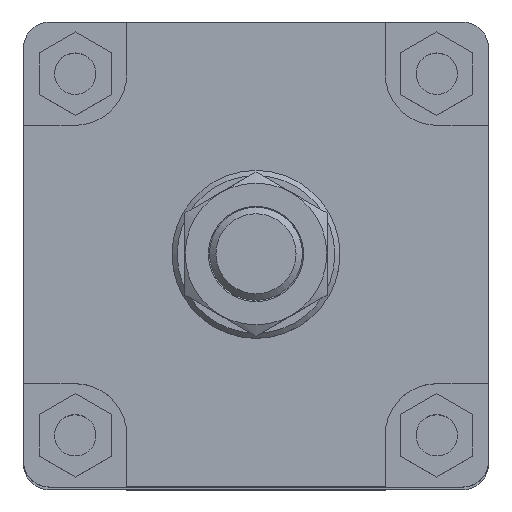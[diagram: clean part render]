
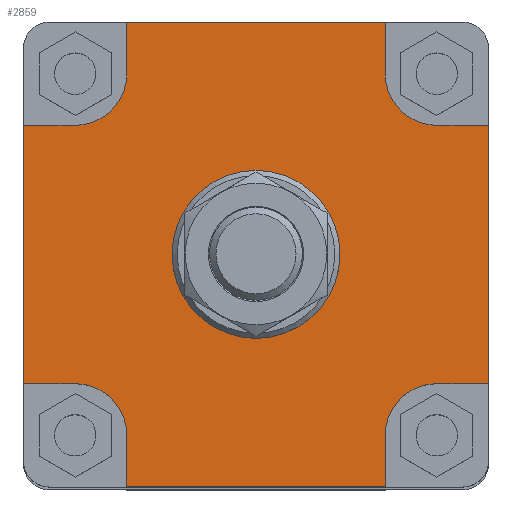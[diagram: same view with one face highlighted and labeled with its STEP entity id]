
A CAD part, top view. The second image highlights one B-rep face of the part: STEP entity #2859.
In plain terms, the highlighted planar face has unit normal (0, 0, 1).
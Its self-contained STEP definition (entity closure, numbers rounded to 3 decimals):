
#61=LINE('',#4261,#331);
#65=LINE('',#4273,#335);
#74=LINE('',#4292,#344);
#76=LINE('',#4299,#346);
#101=LINE('',#4353,#371);
#105=LINE('',#4363,#375);
#108=LINE('',#4374,#378);
#133=LINE('',#4426,#403);
#137=LINE('',#4438,#407);
#144=LINE('',#4454,#414);
#145=LINE('',#4457,#415);
#146=LINE('',#4460,#416);
#331=VECTOR('',#3442,20.);
#335=VECTOR('',#3454,20.);
#344=VECTOR('',#3469,100.);
#346=VECTOR('',#3477,100.);
#371=VECTOR('',#3520,20.);
#375=VECTOR('',#3532,20.);
#378=VECTOR('',#3545,100.);
#403=VECTOR('',#3588,20.);
#407=VECTOR('',#3600,20.);
#414=VECTOR('',#3613,100.);
#415=VECTOR('',#3616,20.);
#416=VECTOR('',#3619,20.);
#656=FACE_BOUND('',#1011,.T.);
#822=FACE_OUTER_BOUND('',#1010,.T.);
#1010=EDGE_LOOP('',(#2186,#2187,#2188,#2189,#2190,#2191,#2192,#2193,#2194,
#2195,#2196,#2197,#2198,#2199,#2200,#2201));
#1011=EDGE_LOOP('',(#2202));
#1185=CIRCLE('',#3057,20.);
#1190=CIRCLE('',#3076,20.);
#1195=CIRCLE('',#3094,20.);
#1197=CIRCLE('',#3100,20.);
#1198=CIRCLE('',#3101,32.5);
#1299=VERTEX_POINT('',#4258);
#1300=VERTEX_POINT('',#4260);
#1302=VERTEX_POINT('',#4266);
#1304=VERTEX_POINT('',#4272);
#1311=VERTEX_POINT('',#4290);
#1313=VERTEX_POINT('',#4298);
#1332=VERTEX_POINT('',#4350);
#1333=VERTEX_POINT('',#4352);
#1335=VERTEX_POINT('',#4358);
#1338=VERTEX_POINT('',#4373);
#1356=VERTEX_POINT('',#4424);
#1358=VERTEX_POINT('',#4430);
#1360=VERTEX_POINT('',#4436);
#1366=VERTEX_POINT('',#4452);
#1367=VERTEX_POINT('',#4456);
#1368=VERTEX_POINT('',#4458);
#1369=VERTEX_POINT('',#4461);
#1584=EDGE_CURVE('',#1300,#1299,#61,.T.);
#1587=EDGE_CURVE('',#1302,#1300,#1185,.T.);
#1590=EDGE_CURVE('',#1304,#1302,#65,.T.);
#1600=EDGE_CURVE('',#1311,#1299,#74,.T.);
#1603=EDGE_CURVE('',#1304,#1313,#76,.T.);
#1629=EDGE_CURVE('',#1333,#1332,#101,.T.);
#1633=EDGE_CURVE('',#1332,#1335,#1190,.T.);
#1635=EDGE_CURVE('',#1335,#1313,#105,.T.);
#1640=EDGE_CURVE('',#1333,#1338,#108,.T.);
#1666=EDGE_CURVE('',#1311,#1356,#133,.T.);
#1669=EDGE_CURVE('',#1356,#1358,#1195,.T.);
#1672=EDGE_CURVE('',#1358,#1360,#137,.T.);
#1680=EDGE_CURVE('',#1366,#1360,#144,.T.);
#1681=EDGE_CURVE('',#1366,#1367,#145,.T.);
#1682=EDGE_CURVE('',#1367,#1368,#1197,.T.);
#1683=EDGE_CURVE('',#1368,#1338,#146,.T.);
#1684=EDGE_CURVE('',#1369,#1369,#1198,.T.);
#2186=ORIENTED_EDGE('',*,*,#1584,.T.);
#2187=ORIENTED_EDGE('',*,*,#1600,.F.);
#2188=ORIENTED_EDGE('',*,*,#1666,.T.);
#2189=ORIENTED_EDGE('',*,*,#1669,.T.);
#2190=ORIENTED_EDGE('',*,*,#1672,.T.);
#2191=ORIENTED_EDGE('',*,*,#1680,.F.);
#2192=ORIENTED_EDGE('',*,*,#1681,.T.);
#2193=ORIENTED_EDGE('',*,*,#1682,.T.);
#2194=ORIENTED_EDGE('',*,*,#1683,.T.);
#2195=ORIENTED_EDGE('',*,*,#1640,.F.);
#2196=ORIENTED_EDGE('',*,*,#1629,.T.);
#2197=ORIENTED_EDGE('',*,*,#1633,.T.);
#2198=ORIENTED_EDGE('',*,*,#1635,.T.);
#2199=ORIENTED_EDGE('',*,*,#1603,.F.);
#2200=ORIENTED_EDGE('',*,*,#1590,.T.);
#2201=ORIENTED_EDGE('',*,*,#1587,.T.);
#2202=ORIENTED_EDGE('',*,*,#1684,.T.);
#2715=PLANE('',#3099);
#2859=ADVANCED_FACE('',(#822,#656),#2715,.T.);
#3057=AXIS2_PLACEMENT_3D('',#4267,#3448,#3449);
#3076=AXIS2_PLACEMENT_3D('',#4360,#3527,#3528);
#3094=AXIS2_PLACEMENT_3D('',#4432,#3594,#3595);
#3099=AXIS2_PLACEMENT_3D('',#4455,#3614,#3615);
#3100=AXIS2_PLACEMENT_3D('',#4459,#3617,#3618);
#3101=AXIS2_PLACEMENT_3D('',#4462,#3620,#3621);
#3442=DIRECTION('',(1.,0.,0.));
#3448=DIRECTION('center_axis',(0.,0.,-1.));
#3449=DIRECTION('ref_axis',(0.,1.,0.));
#3454=DIRECTION('',(0.,1.,0.));
#3469=DIRECTION('',(0.,-1.,0.));
#3477=DIRECTION('',(-1.,0.,0.));
#3520=DIRECTION('',(1.,0.,0.));
#3527=DIRECTION('center_axis',(0.,0.,-1.));
#3528=DIRECTION('ref_axis',(0.,1.,0.));
#3532=DIRECTION('',(0.,-1.,0.));
#3545=DIRECTION('',(0.,1.,0.));
#3588=DIRECTION('',(-1.,0.,0.));
#3594=DIRECTION('center_axis',(0.,0.,-1.));
#3595=DIRECTION('ref_axis',(0.,-1.,0.));
#3600=DIRECTION('',(0.,1.,0.));
#3613=DIRECTION('',(1.,0.,0.));
#3614=DIRECTION('center_axis',(0.,0.,1.));
#3615=DIRECTION('ref_axis',(1.,0.,0.));
#3616=DIRECTION('',(0.,-1.,0.));
#3617=DIRECTION('center_axis',(0.,0.,-1.));
#3618=DIRECTION('ref_axis',(0.,-1.,0.));
#3619=DIRECTION('',(-1.,0.,0.));
#3620=DIRECTION('center_axis',(0.,0.,-1.));
#3621=DIRECTION('ref_axis',(-1.,0.,0.));
#4258=CARTESIAN_POINT('',(90.,-50.,0.));
#4260=CARTESIAN_POINT('',(70.,-50.,0.));
#4261=CARTESIAN_POINT('',(45.,-50.,0.));
#4266=CARTESIAN_POINT('',(50.,-70.,0.));
#4267=CARTESIAN_POINT('Origin',(70.,-70.,0.));
#4272=CARTESIAN_POINT('',(50.,-90.,0.));
#4273=CARTESIAN_POINT('',(50.,-35.,0.));
#4290=CARTESIAN_POINT('',(90.,50.,0.));
#4292=CARTESIAN_POINT('',(90.,80.,0.));
#4298=CARTESIAN_POINT('',(-50.,-90.,0.));
#4299=CARTESIAN_POINT('',(80.,-90.,0.));
#4350=CARTESIAN_POINT('',(-70.,-50.,0.));
#4352=CARTESIAN_POINT('',(-90.,-50.,0.));
#4353=CARTESIAN_POINT('',(-45.,-50.,0.));
#4358=CARTESIAN_POINT('',(-50.,-70.,0.));
#4360=CARTESIAN_POINT('Origin',(-70.,-70.,0.));
#4363=CARTESIAN_POINT('',(-50.,-35.,0.));
#4373=CARTESIAN_POINT('',(-90.,50.,0.));
#4374=CARTESIAN_POINT('',(-90.,-80.,0.));
#4424=CARTESIAN_POINT('',(70.,50.,0.));
#4426=CARTESIAN_POINT('',(45.,50.,0.));
#4430=CARTESIAN_POINT('',(50.,70.,0.));
#4432=CARTESIAN_POINT('Origin',(70.,70.,0.));
#4436=CARTESIAN_POINT('',(50.,90.,0.));
#4438=CARTESIAN_POINT('',(50.,35.,0.));
#4452=CARTESIAN_POINT('',(-50.,90.,0.));
#4454=CARTESIAN_POINT('',(-80.,90.,0.));
#4455=CARTESIAN_POINT('Origin',(0.,0.,
0.));
#4456=CARTESIAN_POINT('',(-50.,70.,0.));
#4457=CARTESIAN_POINT('',(-50.,35.,0.));
#4458=CARTESIAN_POINT('',(-70.,50.,0.));
#4459=CARTESIAN_POINT('Origin',(-70.,70.,0.));
#4460=CARTESIAN_POINT('',(-45.,50.,0.));
#4461=CARTESIAN_POINT('',(32.5,0.,0.));
#4462=CARTESIAN_POINT('Origin',(0.,0.,0.));
